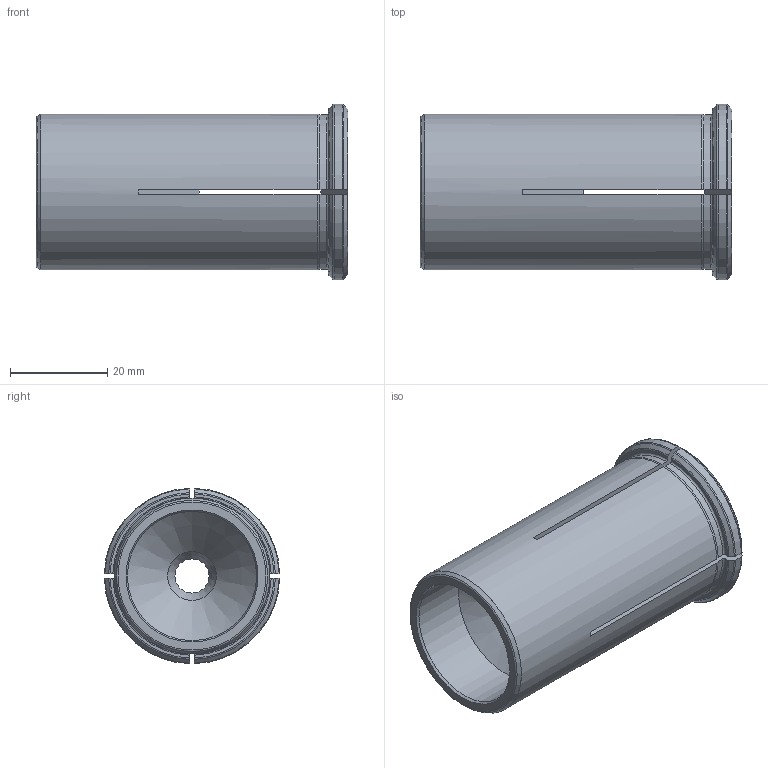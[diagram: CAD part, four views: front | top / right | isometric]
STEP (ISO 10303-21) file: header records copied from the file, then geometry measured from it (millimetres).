
FILE_DESCRIPTION( ( 'Unknown' ), '1' );
FILE_NAME(/* name */ '193207000', /* time_stamp */'2020.01.21 10:52:55', /* author */('MIC'), /* organization */('REGO-FIX AG'), /* preprocessor_version */ ' ', /* originating_system */ 'SolidEdge',/* authorization */ ' ');
FILE_SCHEMA( ( 'AUTOMOTIVE_DESIGN { 1 0 10303 214 1 1 1 1 }' ) );
Length unit declared in the file: millimetre
Products named in the file (1): NOCUT
Bounding box: 64 x 35.99 x 35.99 mm (x, y, z)
Volume: 39565.9 mm3; surface area: 13770.6 mm2
Topology: 1 solids, 1 shells, 73 faces, 223 edges, 147 vertices
Faces by surface type: torus 23, plane 22, cone 16, cylinder 12
Full cylindrical faces by diameter (mm): 7 x1, 10 x1, 26.5 x1, 32 x1
Entity records: 3160 total; most frequent: CARTESIAN_POINT 689, ORIENTED_EDGE 408, DIRECTION 366, EDGE_CURVE 204, AXIS2_PLACEMENT_3D 149, VERTEX_POINT 140, EDGE_LOOP 90, FACE_OUTER_BOUND 80
